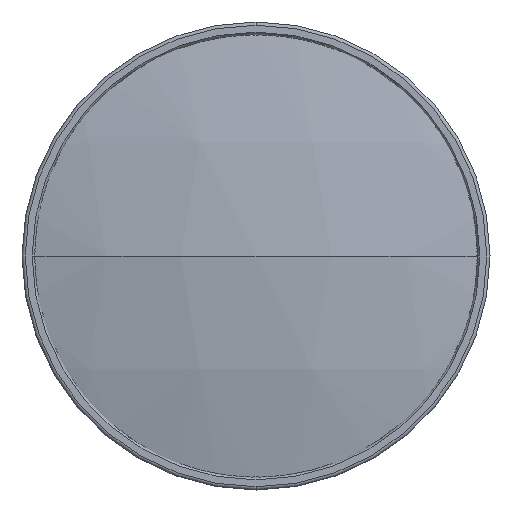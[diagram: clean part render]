
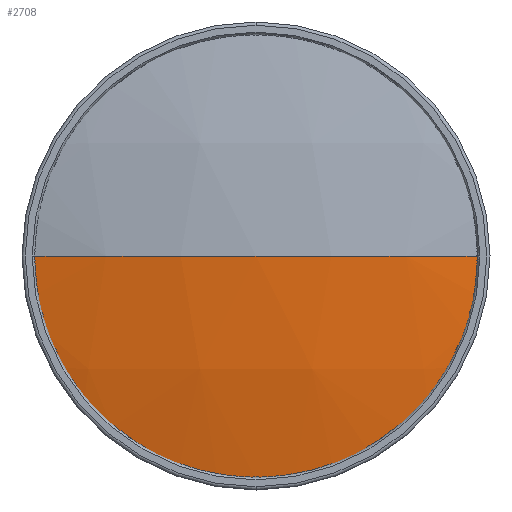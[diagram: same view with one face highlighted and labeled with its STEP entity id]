
A CAD part, left-side view. The second image highlights one B-rep face of the part: STEP entity #2708.
In plain terms, the highlighted spherical face has radius 300.64 mm.
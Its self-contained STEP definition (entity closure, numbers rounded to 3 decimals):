
#164 = FACE_OUTER_BOUND ( 'NONE', #2162, .T. ) ;
#167 = SPHERICAL_SURFACE ( 'NONE', #353, 300.64 ) ;
#353 = AXIS2_PLACEMENT_3D ( 'NONE', #725, #726, #727 ) ;
#725 = CARTESIAN_POINT ( 'NONE',  ( 277.813, 341.976, 0. ) ) ;
#726 = DIRECTION ( 'NONE',  ( 0., 0., -1. ) ) ;
#727 = DIRECTION ( 'NONE',  ( 0., 1., 0. ) ) ;
#1048 = CARTESIAN_POINT ( 'NONE',  ( 277.813, 341.976, 0. ) ) ;
#1049 = DIRECTION ( 'NONE',  ( 0., 0., -1. ) ) ;
#1050 = DIRECTION ( 'NONE',  ( 0., 1., 0. ) ) ;
#1332 = CARTESIAN_POINT ( 'NONE',  ( 277.813, 341.976, 0. ) ) ;
#1333 = DIRECTION ( 'NONE',  ( 0., 0., 1. ) ) ;
#1334 = DIRECTION ( 'NONE',  ( 0., -1., 0. ) ) ;
#1341 = CARTESIAN_POINT ( 'NONE',  ( -14.919, 341.976, 0. ) ) ;
#1342 = DIRECTION ( 'NONE',  ( -1., 0., 0. ) ) ;
#1343 = DIRECTION ( 'NONE',  ( 0., 0., 1. ) ) ;
#1650 = CARTESIAN_POINT ( 'NONE',  ( -22.827, 341.976, 0. ) ) ;
#1651 = CARTESIAN_POINT ( 'NONE',  ( -14.919, 410.476, 0. ) ) ;
#1823 = ORIENTED_EDGE ( 'NONE', *, *, #2598, .T. ) ;
#1878 = ORIENTED_EDGE ( 'NONE', *, *, #2591, .T. ) ;
#1974 = VERTEX_POINT ( 'NONE', #2938 ) ;
#1980 = VERTEX_POINT ( 'NONE', #1650 ) ;
#1982 = VERTEX_POINT ( 'NONE', #1651 ) ;
#2003 = ORIENTED_EDGE ( 'NONE', *, *, #2595, .F. ) ;
#2162 = EDGE_LOOP ( 'NONE', ( #1823, #1878, #2003 ) ) ;
#2450 = CIRCLE ( 'NONE', #2451, 300.64 ) ;
#2451 = AXIS2_PLACEMENT_3D ( 'NONE', #1048, #1049, #1050 ) ;
#2458 = CIRCLE ( 'NONE', #2459, 300.64 ) ;
#2459 = AXIS2_PLACEMENT_3D ( 'NONE', #1332, #1333, #1334 ) ;
#2464 = CIRCLE ( 'NONE', #2465, 68.5 ) ;
#2465 = AXIS2_PLACEMENT_3D ( 'NONE', #1341, #1342, #1343 ) ;
#2591 = EDGE_CURVE ( 'NONE', #1974, #1980, #2450, .T. ) ;
#2595 = EDGE_CURVE ( 'NONE', #1982, #1980, #2458, .T. ) ;
#2598 = EDGE_CURVE ( 'NONE', #1982, #1974, #2464, .T. ) ;
#2708 = ADVANCED_FACE ( 'NONE', ( #164 ), #167, .T. ) ;
#2938 = CARTESIAN_POINT ( 'NONE',  ( -14.919, 273.476, 0. ) ) ;
